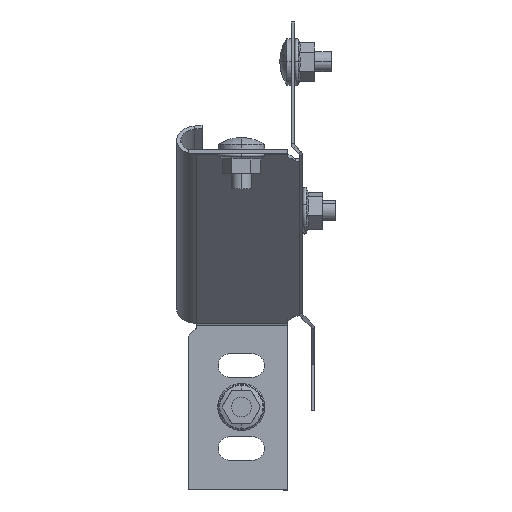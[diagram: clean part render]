
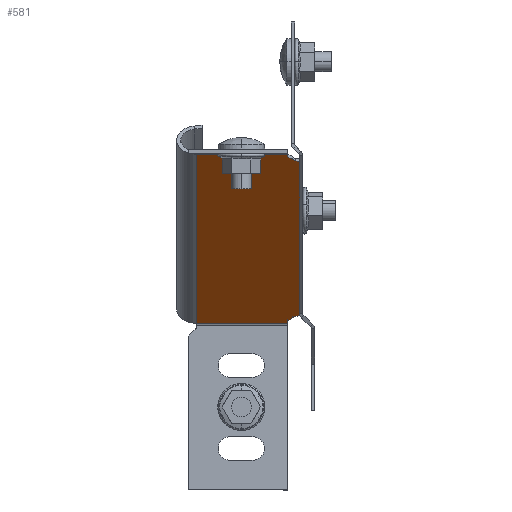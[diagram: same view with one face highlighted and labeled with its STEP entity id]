
A CAD part, left-side view. The second image highlights one B-rep face of the part: STEP entity #581.
In plain terms, the highlighted face is planar.
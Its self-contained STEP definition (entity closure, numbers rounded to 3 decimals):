
#60 = VECTOR ( 'NONE', #69, 1000. ) ;
#69 = DIRECTION ( 'NONE',  ( -1., 0., 0. ) ) ;
#80 = VERTEX_POINT ( 'NONE', #3294 ) ;
#155 = CARTESIAN_POINT ( 'NONE',  ( 36., 50., 0. ) ) ;
#272 = LINE ( 'NONE', #1253, #5889 ) ;
#355 = DIRECTION ( 'NONE',  ( 1., 0., 0. ) ) ;
#376 = ORIENTED_EDGE ( 'NONE', *, *, #1321, .T. ) ;
#464 = EDGE_CURVE ( 'NONE', #3694, #2456, #4061, .T. ) ;
#480 = CARTESIAN_POINT ( 'NONE',  ( -36., 48.5, 0. ) ) ;
#579 = DIRECTION ( 'NONE',  ( 1., 0., 0. ) ) ;
#581 = ADVANCED_FACE ( 'NONE', ( #2959 ), #2551, .F. ) ;
#652 = CARTESIAN_POINT ( 'NONE',  ( 36., 21., 0. ) ) ;
#775 = ORIENTED_EDGE ( 'NONE', *, *, #5733, .F. ) ;
#835 = CARTESIAN_POINT ( 'NONE',  ( -32.976, 18.242, 0. ) ) ;
#838 = EDGE_CURVE ( 'NONE', #2456, #80, #5664, .T. ) ;
#998 = EDGE_CURVE ( 'NONE', #4988, #5042, #272, .T. ) ;
#1063 = VECTOR ( 'NONE', #4482, 1000. ) ;
#1078 = ORIENTED_EDGE ( 'NONE', *, *, #998, .F. ) ;
#1088 = DIRECTION ( 'NONE',  ( 0.707, -0.707, 0. ) ) ;
#1102 = DIRECTION ( 'NONE',  ( 0., -1., 0. ) ) ;
#1253 = CARTESIAN_POINT ( 'NONE',  ( 14., 0., 0. ) ) ;
#1267 = CARTESIAN_POINT ( 'NONE',  ( -33.71, 19.71, 0. ) ) ;
#1321 = EDGE_CURVE ( 'NONE', #3694, #4991, #2877, .T. ) ;
#1404 = EDGE_LOOP ( 'NONE', ( #5386, #376, #775, #1078, #1723, #5451, #1426, #5927, #2916, #4975 ) ) ;
#1426 = ORIENTED_EDGE ( 'NONE', *, *, #5690, .F. ) ;
#1602 = VECTOR ( 'NONE', #579, 1000. ) ;
#1613 = CARTESIAN_POINT ( 'NONE',  ( 33.71, 19.71, 0. ) ) ;
#1654 = CARTESIAN_POINT ( 'NONE',  ( 35., 21., 0. ) ) ;
#1723 = ORIENTED_EDGE ( 'NONE', *, *, #4978, .T. ) ;
#1917 = VERTEX_POINT ( 'NONE', #1267 ) ;
#2074 = CARTESIAN_POINT ( 'NONE',  ( -14., 0., 0. ) ) ;
#2082 = CARTESIAN_POINT ( 'NONE',  ( 32.976, 18.242, 0. ) ) ;
#2096 = DIRECTION ( 'NONE',  ( 0., 0., 1. ) ) ;
#2303 = CARTESIAN_POINT ( 'NONE',  ( -32.728, 17.46, 0. ) ) ;
#2340 = LINE ( 'NONE', #3174, #1063 ) ;
#2449 = CARTESIAN_POINT ( 'NONE',  ( -37.039, 48.5, 0. ) ) ;
#2456 = VERTEX_POINT ( 'NONE', #480 ) ;
#2513 = CARTESIAN_POINT ( 'NONE',  ( -37.039, 17.46, 0. ) ) ;
#2551 = PLANE ( 'NONE',  #5618 ) ;
#2650 = DIRECTION ( 'NONE',  ( 0.707, 0.707, 0. ) ) ;
#2738 = CARTESIAN_POINT ( 'NONE',  ( -32.838, 17.855, 0. ) ) ;
#2864 = LINE ( 'NONE', #2513, #1602 ) ;
#2877 = LINE ( 'NONE', #155, #3543 ) ;
#2885 = CARTESIAN_POINT ( 'NONE',  ( -35., 21., 0. ) ) ;
#2916 = ORIENTED_EDGE ( 'NONE', *, *, #3767, .F. ) ;
#2939 = LINE ( 'NONE', #5533, #4488 ) ;
#2959 = FACE_OUTER_BOUND ( 'NONE', #1404, .T. ) ;
#3174 = CARTESIAN_POINT ( 'NONE',  ( -35., 21., 0. ) ) ;
#3194 = CARTESIAN_POINT ( 'NONE',  ( -33.71, 19.71, 0. ) ) ;
#3250 = CARTESIAN_POINT ( 'NONE',  ( -33.313, 18.991, 0. ) ) ;
#3294 = CARTESIAN_POINT ( 'NONE',  ( -36., 21., 0. ) ) ;
#3421 = VERTEX_POINT ( 'NONE', #2885 ) ;
#3492 = DIRECTION ( 'NONE',  ( 1., 0., 0. ) ) ;
#3523 = CARTESIAN_POINT ( 'NONE',  ( 33.511, 19.351, 0. ) ) ;
#3543 = VECTOR ( 'NONE', #1102, 1000. ) ;
#3560 = CARTESIAN_POINT ( 'NONE',  ( 32.838, 17.855, 0. ) ) ;
#3639 = CARTESIAN_POINT ( 'NONE',  ( -33.511, 19.351, 0. ) ) ;
#3694 = VERTEX_POINT ( 'NONE', #4279 ) ;
#3767 = EDGE_CURVE ( 'NONE', #80, #3421, #2340, .T. ) ;
#4001 = B_SPLINE_CURVE_WITH_KNOTS ( 'NONE', 3,
 ( #3194, #3639, #3250, #835, #2738, #2303 ),
 .UNSPECIFIED., .F., .F.,
 ( 4, 2, 4 ),
 ( 0.003, 0.004, 0.005 ),
 .UNSPECIFIED. ) ;
#4019 = CARTESIAN_POINT ( 'NONE',  ( -36., 50., 0. ) ) ;
#4061 = LINE ( 'NONE', #2449, #60 ) ;
#4279 = CARTESIAN_POINT ( 'NONE',  ( 36., 48.5, 0. ) ) ;
#4482 = DIRECTION ( 'NONE',  ( 1., 0., 0. ) ) ;
#4488 = VECTOR ( 'NONE', #355, 1000. ) ;
#4506 = CARTESIAN_POINT ( 'NONE',  ( 33.71, 19.71, 0. ) ) ;
#4550 = VERTEX_POINT ( 'NONE', #5428 ) ;
#4788 = VECTOR ( 'NONE', #4860, 1000. ) ;
#4860 = DIRECTION ( 'NONE',  ( 0., -1., 0. ) ) ;
#4913 = CARTESIAN_POINT ( 'NONE',  ( 33.313, 18.991, 0. ) ) ;
#4926 = CARTESIAN_POINT ( 'NONE',  ( -37.039, 50., 0. ) ) ;
#4945 = CARTESIAN_POINT ( 'NONE',  ( 32.728, 17.46, 0. ) ) ;
#4975 = ORIENTED_EDGE ( 'NONE', *, *, #838, .F. ) ;
#4978 = EDGE_CURVE ( 'NONE', #4988, #5331, #5895, .T. ) ;
#4988 = VERTEX_POINT ( 'NONE', #4506 ) ;
#4991 = VERTEX_POINT ( 'NONE', #652 ) ;
#5042 = VERTEX_POINT ( 'NONE', #1654 ) ;
#5166 = EDGE_CURVE ( 'NONE', #4550, #5331, #2864, .T. ) ;
#5226 = EDGE_CURVE ( 'NONE', #3421, #1917, #5793, .T. ) ;
#5331 = VERTEX_POINT ( 'NONE', #6002 ) ;
#5386 = ORIENTED_EDGE ( 'NONE', *, *, #464, .F. ) ;
#5428 = CARTESIAN_POINT ( 'NONE',  ( -32.728, 17.46, 0. ) ) ;
#5451 = ORIENTED_EDGE ( 'NONE', *, *, #5166, .F. ) ;
#5493 = VECTOR ( 'NONE', #1088, 1000. ) ;
#5533 = CARTESIAN_POINT ( 'NONE',  ( 35., 21., 0. ) ) ;
#5618 = AXIS2_PLACEMENT_3D ( 'NONE', #4926, #2096, #3492 ) ;
#5664 = LINE ( 'NONE', #4019, #4788 ) ;
#5690 = EDGE_CURVE ( 'NONE', #1917, #4550, #4001, .T. ) ;
#5733 = EDGE_CURVE ( 'NONE', #5042, #4991, #2939, .T. ) ;
#5793 = LINE ( 'NONE', #2074, #5493 ) ;
#5889 = VECTOR ( 'NONE', #2650, 1000. ) ;
#5895 = B_SPLINE_CURVE_WITH_KNOTS ( 'NONE', 3,
 ( #1613, #3523, #4913, #2082, #3560, #4945 ),
 .UNSPECIFIED., .F., .F.,
 ( 4, 2, 4 ),
 ( 0.003, 0.004, 0.005 ),
 .UNSPECIFIED. ) ;
#5927 = ORIENTED_EDGE ( 'NONE', *, *, #5226, .F. ) ;
#6002 = CARTESIAN_POINT ( 'NONE',  ( 32.728, 17.46, 0. ) ) ;
